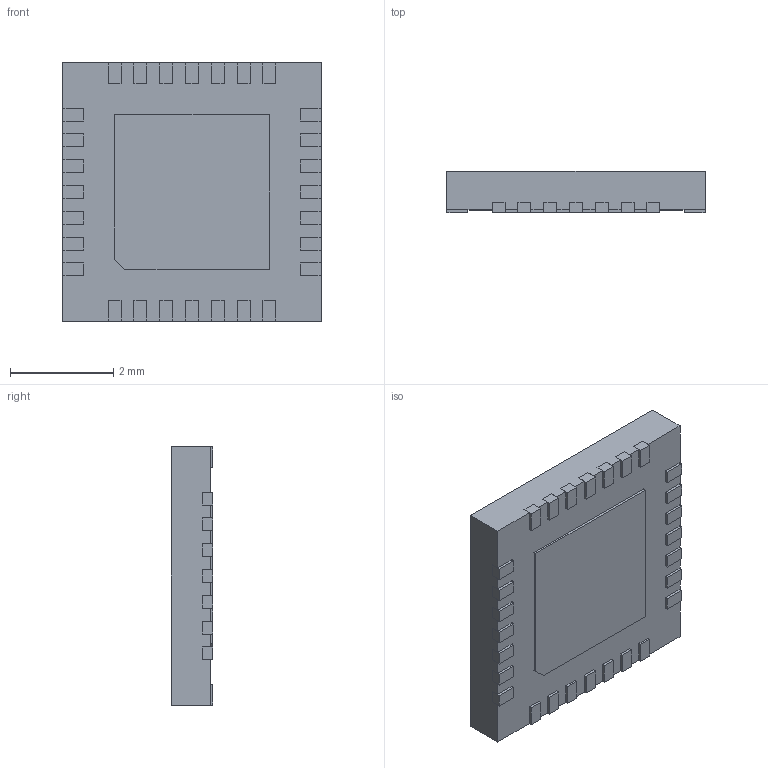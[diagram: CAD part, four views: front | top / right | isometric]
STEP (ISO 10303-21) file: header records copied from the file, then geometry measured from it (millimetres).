
FILE_DESCRIPTION (( 'STEP AP214' ), '1' );
FILE_NAME ('RSG28.STEP', '2020-08-07T17:20:53', ( '' ), ( '' ), 'SwSTEP 2.0', 'SolidWorks 2017', '' );
FILE_SCHEMA (( 'AUTOMOTIVE_DESIGN' ));
Length unit declared in the file: millimetre
Products named in the file (1): RSG28
Bounding box: 5 x 0.8 x 5 mm (x, y, z)
Volume: 19.3 mm3; surface area: 103.4 mm2
Topology: 30 solids, 30 shells, 299 faces, 714 edges, 476 vertices
Faces by surface type: plane 299
Entity records: 10127 total; most frequent: CARTESIAN_POINT 1490, ORIENTED_EDGE 1428, DIRECTION 1314, EDGE_CURVE 714, LINE 714, VECTOR 714, VERTEX_POINT 476, EDGE_LOOP 300
